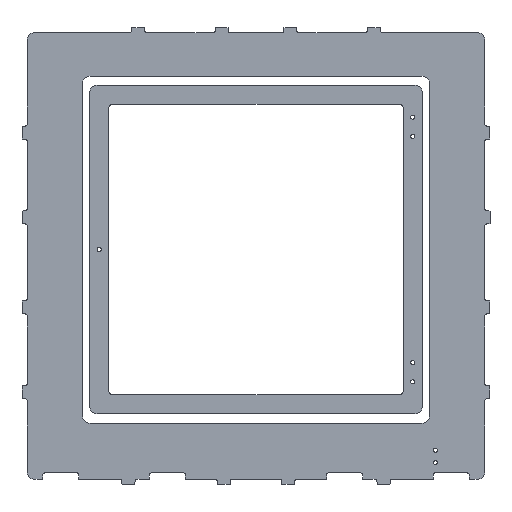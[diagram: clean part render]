
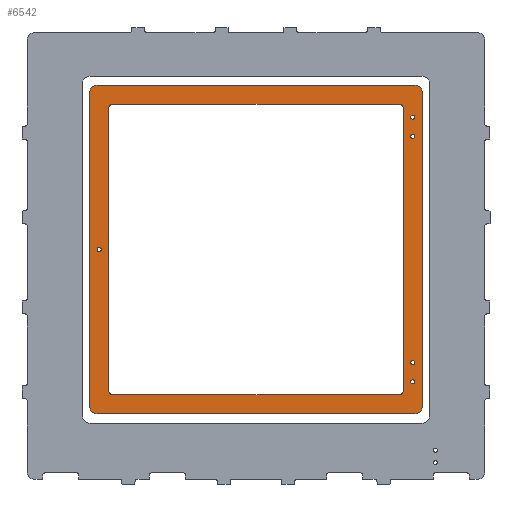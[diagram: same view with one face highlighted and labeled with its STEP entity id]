
A CAD part, top view. The second image highlights one B-rep face of the part: STEP entity #6542.
In plain terms, the highlighted planar face has unit normal (0, 0, 1).
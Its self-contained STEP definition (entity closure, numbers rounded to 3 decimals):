
#33=FACE_BOUND('',#661,.T.);
#34=FACE_BOUND('',#662,.T.);
#35=FACE_BOUND('',#663,.T.);
#36=FACE_BOUND('',#664,.T.);
#37=FACE_BOUND('',#665,.T.);
#38=FACE_BOUND('',#666,.T.);
#79=PLANE('',#6950);
#308=FACE_OUTER_BOUND('',#660,.T.);
#660=EDGE_LOOP('',(#4561,#4562,#4563,#4564,#4565,#4566,#4567,#4568));
#661=EDGE_LOOP('',(#4569,#4570,#4571,#4572,#4573,#4574,#4575,#4576));
#662=EDGE_LOOP('',(#4577));
#663=EDGE_LOOP('',(#4578));
#664=EDGE_LOOP('',(#4579));
#665=EDGE_LOOP('',(#4580));
#666=EDGE_LOOP('',(#4581));
#1010=LINE('',#9543,#1726);
#1022=LINE('',#9606,#1738);
#1031=LINE('',#9633,#1747);
#1043=LINE('',#9670,#1759);
#1048=LINE('',#9684,#1764);
#1056=LINE('',#9717,#1772);
#1059=LINE('',#9725,#1775);
#1060=LINE('',#9729,#1776);
#1726=VECTOR('',#7561,10.);
#1738=VECTOR('',#7631,10.);
#1747=VECTOR('',#7656,10.);
#1759=VECTOR('',#7692,10.);
#1764=VECTOR('',#7709,10.);
#1772=VECTOR('',#7751,10.);
#1775=VECTOR('',#7758,10.);
#1776=VECTOR('',#7761,10.);
#2437=CIRCLE('',#6905,3.);
#2441=CIRCLE('',#6913,3.);
#2448=CIRCLE('',#6925,3.);
#2450=CIRCLE('',#6931,3.);
#2452=CIRCLE('',#6937,1.6);
#2453=CIRCLE('',#6939,1.6);
#2454=CIRCLE('',#6941,1.6);
#2455=CIRCLE('',#6943,1.6);
#2456=CIRCLE('',#6945,1.6);
#2458=CIRCLE('',#6948,6.);
#2459=CIRCLE('',#6951,6.);
#2460=CIRCLE('',#6952,6.);
#2461=CIRCLE('',#6953,6.);
#2720=VERTEX_POINT('',#9540);
#2721=VERTEX_POINT('',#9542);
#2740=VERTEX_POINT('',#9596);
#2741=VERTEX_POINT('',#9598);
#2743=VERTEX_POINT('',#9604);
#2751=VERTEX_POINT('',#9625);
#2753=VERTEX_POINT('',#9631);
#2765=VERTEX_POINT('',#9664);
#2766=VERTEX_POINT('',#9668);
#2769=VERTEX_POINT('',#9680);
#2770=VERTEX_POINT('',#9690);
#2771=VERTEX_POINT('',#9694);
#2772=VERTEX_POINT('',#9698);
#2773=VERTEX_POINT('',#9702);
#2774=VERTEX_POINT('',#9706);
#2776=VERTEX_POINT('',#9712);
#2777=VERTEX_POINT('',#9716);
#2779=VERTEX_POINT('',#9722);
#2780=VERTEX_POINT('',#9724);
#2781=VERTEX_POINT('',#9726);
#2782=VERTEX_POINT('',#9728);
#3398=EDGE_CURVE('',#2720,#2721,#1010,.T.);
#3423=EDGE_CURVE('',#2740,#2741,#2437,.T.);
#3427=EDGE_CURVE('',#2740,#2743,#1022,.T.);
#3437=EDGE_CURVE('',#2751,#2743,#2441,.T.);
#3440=EDGE_CURVE('',#2751,#2753,#1031,.T.);
#3457=EDGE_CURVE('',#2765,#2753,#2448,.T.);
#3459=EDGE_CURVE('',#2765,#2766,#1043,.T.);
#3465=EDGE_CURVE('',#2769,#2766,#2450,.T.);
#3466=EDGE_CURVE('',#2769,#2741,#1048,.T.);
#3470=EDGE_CURVE('',#2770,#2770,#2452,.T.);
#3472=EDGE_CURVE('',#2771,#2771,#2453,.T.);
#3474=EDGE_CURVE('',#2772,#2772,#2454,.T.);
#3476=EDGE_CURVE('',#2773,#2773,#2455,.T.);
#3478=EDGE_CURVE('',#2774,#2774,#2456,.T.);
#3480=EDGE_CURVE('',#2721,#2776,#2458,.T.);
#3482=EDGE_CURVE('',#2776,#2777,#1056,.T.);
#3485=EDGE_CURVE('',#2779,#2720,#2459,.T.);
#3486=EDGE_CURVE('',#2780,#2779,#1059,.T.);
#3487=EDGE_CURVE('',#2781,#2780,#2460,.T.);
#3488=EDGE_CURVE('',#2782,#2781,#1060,.T.);
#3489=EDGE_CURVE('',#2777,#2782,#2461,.T.);
#4561=ORIENTED_EDGE('',*,*,#3480,.F.);
#4562=ORIENTED_EDGE('',*,*,#3398,.F.);
#4563=ORIENTED_EDGE('',*,*,#3485,.F.);
#4564=ORIENTED_EDGE('',*,*,#3486,.F.);
#4565=ORIENTED_EDGE('',*,*,#3487,.F.);
#4566=ORIENTED_EDGE('',*,*,#3488,.F.);
#4567=ORIENTED_EDGE('',*,*,#3489,.F.);
#4568=ORIENTED_EDGE('',*,*,#3482,.F.);
#4569=ORIENTED_EDGE('',*,*,#3466,.T.);
#4570=ORIENTED_EDGE('',*,*,#3423,.F.);
#4571=ORIENTED_EDGE('',*,*,#3427,.T.);
#4572=ORIENTED_EDGE('',*,*,#3437,.F.);
#4573=ORIENTED_EDGE('',*,*,#3440,.T.);
#4574=ORIENTED_EDGE('',*,*,#3457,.F.);
#4575=ORIENTED_EDGE('',*,*,#3459,.T.);
#4576=ORIENTED_EDGE('',*,*,#3465,.F.);
#4577=ORIENTED_EDGE('',*,*,#3470,.T.);
#4578=ORIENTED_EDGE('',*,*,#3472,.T.);
#4579=ORIENTED_EDGE('',*,*,#3474,.T.);
#4580=ORIENTED_EDGE('',*,*,#3476,.T.);
#4581=ORIENTED_EDGE('',*,*,#3478,.T.);
#6542=ADVANCED_FACE('',(#308,#33,#34,#35,#36,#37,#38),#79,.T.);
#6905=AXIS2_PLACEMENT_3D('',#9599,#7624,#7625);
#6913=AXIS2_PLACEMENT_3D('',#9627,#7650,#7651);
#6925=AXIS2_PLACEMENT_3D('',#9666,#7687,#7688);
#6931=AXIS2_PLACEMENT_3D('',#9682,#7705,#7706);
#6937=AXIS2_PLACEMENT_3D('',#9692,#7720,#7721);
#6939=AXIS2_PLACEMENT_3D('',#9696,#7725,#7726);
#6941=AXIS2_PLACEMENT_3D('',#9700,#7730,#7731);
#6943=AXIS2_PLACEMENT_3D('',#9704,#7735,#7736);
#6945=AXIS2_PLACEMENT_3D('',#9708,#7740,#7741);
#6948=AXIS2_PLACEMENT_3D('',#9713,#7746,#7747);
#6950=AXIS2_PLACEMENT_3D('',#9721,#7754,#7755);
#6951=AXIS2_PLACEMENT_3D('',#9723,#7756,#7757);
#6952=AXIS2_PLACEMENT_3D('',#9727,#7759,#7760);
#6953=AXIS2_PLACEMENT_3D('',#9730,#7762,#7763);
#7561=DIRECTION('',(0.,1.,0.));
#7624=DIRECTION('center_axis',(0.,0.,1.));
#7625=DIRECTION('ref_axis',(0.707,-0.707,0.));
#7631=DIRECTION('',(-1.,0.,0.));
#7650=DIRECTION('center_axis',(0.,0.,1.));
#7651=DIRECTION('ref_axis',(-0.707,-0.707,0.));
#7656=DIRECTION('',(0.,1.,0.));
#7687=DIRECTION('center_axis',(0.,0.,1.));
#7688=DIRECTION('ref_axis',(-0.707,0.707,0.));
#7692=DIRECTION('',(1.,0.,0.));
#7705=DIRECTION('center_axis',(0.,0.,1.));
#7706=DIRECTION('ref_axis',(0.707,0.707,0.));
#7709=DIRECTION('',(0.,-1.,0.));
#7720=DIRECTION('center_axis',(0.,0.,-1.));
#7721=DIRECTION('ref_axis',(-1.,0.,0.));
#7725=DIRECTION('center_axis',(0.,0.,-1.));
#7726=DIRECTION('ref_axis',(-1.,0.,0.));
#7730=DIRECTION('center_axis',(0.,0.,-1.));
#7731=DIRECTION('ref_axis',(-1.,0.,0.));
#7735=DIRECTION('center_axis',(0.,0.,-1.));
#7736=DIRECTION('ref_axis',(-1.,0.,0.));
#7740=DIRECTION('center_axis',(0.,0.,-1.));
#7741=DIRECTION('ref_axis',(-1.,0.,0.));
#7746=DIRECTION('center_axis',(0.,0.,-1.));
#7747=DIRECTION('ref_axis',(-0.707,0.707,0.));
#7751=DIRECTION('',(1.,0.,0.));
#7754=DIRECTION('center_axis',(0.,0.,1.));
#7755=DIRECTION('ref_axis',(1.,0.,0.));
#7756=DIRECTION('center_axis',(0.,0.,-1.));
#7757=DIRECTION('ref_axis',(-0.707,-0.707,0.));
#7758=DIRECTION('',(-1.,0.,0.));
#7759=DIRECTION('center_axis',(0.,0.,-1.));
#7760=DIRECTION('ref_axis',(0.707,-0.707,0.));
#7761=DIRECTION('',(0.,-1.,0.));
#7762=DIRECTION('center_axis',(0.,0.,-1.));
#7763=DIRECTION('ref_axis',(0.707,0.707,0.));
#9540=CARTESIAN_POINT('',(-129.5,-111.95,3.));
#9542=CARTESIAN_POINT('',(-129.5,132.05,3.));
#9543=CARTESIAN_POINT('',(-129.5,-117.95,3.));
#9596=CARTESIAN_POINT('',(111.5,-102.95,3.));
#9598=CARTESIAN_POINT('',(114.5,-99.95,3.));
#9599=CARTESIAN_POINT('Origin',(111.5,-99.95,3.));
#9604=CARTESIAN_POINT('',(-111.5,-102.95,3.));
#9606=CARTESIAN_POINT('',(-57.25,-102.95,3.));
#9625=CARTESIAN_POINT('',(-114.5,-99.95,3.));
#9627=CARTESIAN_POINT('Origin',(-111.5,-99.95,3.));
#9631=CARTESIAN_POINT('',(-114.5,120.05,3.));
#9633=CARTESIAN_POINT('',(-114.5,66.55,3.));
#9664=CARTESIAN_POINT('',(-111.5,123.05,3.));
#9666=CARTESIAN_POINT('Origin',(-111.5,120.05,3.));
#9668=CARTESIAN_POINT('',(111.5,123.05,3.));
#9670=CARTESIAN_POINT('',(57.25,123.05,3.));
#9680=CARTESIAN_POINT('',(114.5,120.05,3.));
#9682=CARTESIAN_POINT('Origin',(111.5,120.05,3.));
#9684=CARTESIAN_POINT('',(114.5,-46.45,3.));
#9690=CARTESIAN_POINT('',(123.6,113.05,3.));
#9692=CARTESIAN_POINT('Origin',(122.,113.05,3.));
#9694=CARTESIAN_POINT('',(123.6,-92.95,3.));
#9696=CARTESIAN_POINT('Origin',(122.,-92.95,3.));
#9698=CARTESIAN_POINT('',(123.6,98.05,3.));
#9700=CARTESIAN_POINT('Origin',(122.,98.05,3.));
#9702=CARTESIAN_POINT('',(123.6,-77.95,3.));
#9704=CARTESIAN_POINT('Origin',(122.,-77.95,3.));
#9706=CARTESIAN_POINT('',(-120.4,10.05,3.));
#9708=CARTESIAN_POINT('Origin',(-122.,10.05,3.));
#9712=CARTESIAN_POINT('',(-123.5,138.05,3.));
#9713=CARTESIAN_POINT('Origin',(-123.5,132.05,3.));
#9716=CARTESIAN_POINT('',(123.5,138.05,3.));
#9717=CARTESIAN_POINT('',(-129.5,138.05,3.));
#9721=CARTESIAN_POINT('Origin',(0.,10.05,3.));
#9722=CARTESIAN_POINT('',(-123.5,-117.95,3.));
#9723=CARTESIAN_POINT('Origin',(-123.5,-111.95,3.));
#9724=CARTESIAN_POINT('',(123.5,-117.95,3.));
#9725=CARTESIAN_POINT('',(129.5,-117.95,3.));
#9726=CARTESIAN_POINT('',(129.5,-111.95,3.));
#9727=CARTESIAN_POINT('Origin',(123.5,-111.95,3.));
#9728=CARTESIAN_POINT('',(129.5,132.05,3.));
#9729=CARTESIAN_POINT('',(129.5,138.05,3.));
#9730=CARTESIAN_POINT('Origin',(123.5,132.05,3.));
